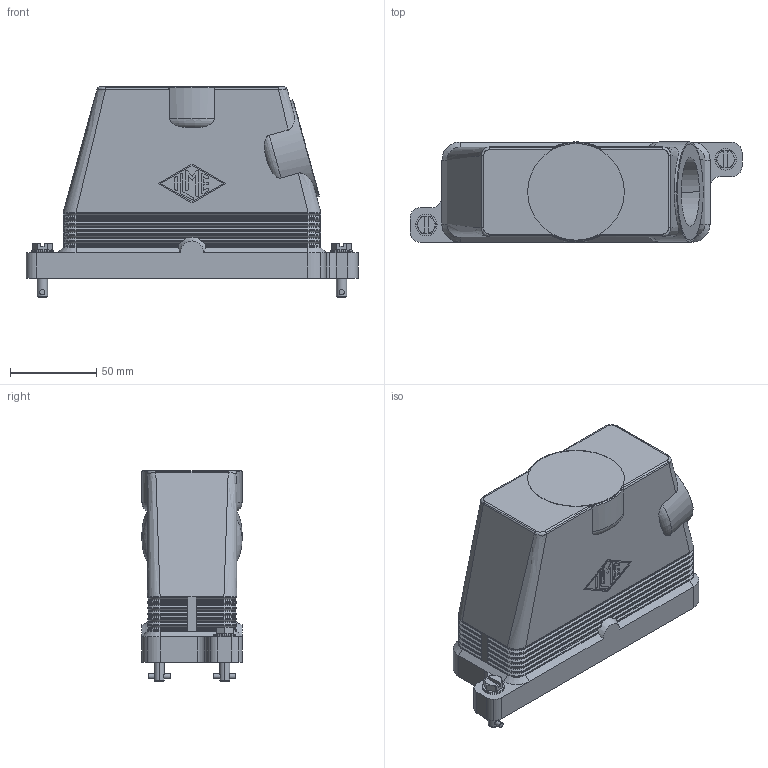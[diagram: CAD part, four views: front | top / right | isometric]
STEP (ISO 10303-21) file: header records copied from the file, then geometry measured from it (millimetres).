
FILE_DESCRIPTION((''),'2;1');
FILE_NAME('MGO 24.40 B.stp','2007-01-11T10:18:45',('gembarski'),(''),'Autodesk Inventor 7','Autodesk Inventor 7','');
FILE_SCHEMA(('AUTOMOTIVE_DESIGN { 1 0 10303 214 1 1 1 1 }'));
Length unit declared in the file: millimetre
Products named in the file (1): MGO 24.40 B
Bounding box: 192.5 x 58 x 122.2 mm (x, y, z)
Volume: 245305.2 mm3; surface area: 107350.2 mm2
Topology: 3 solids, 5 shells, 779 faces, 1881 edges, 1120 vertices
Faces by surface type: bspline 264, cylinder 203, plane 193, cone 83, torus 36
Entity records: 28763 total; most frequent: CARTESIAN_POINT 11460, ORIENTED_EDGE 3746, DIRECTION 3493, EDGE_CURVE 1873, AXIS2_PLACEMENT_3D 1300, VERTEX_POINT 1120, VECTOR 893, LINE 893
